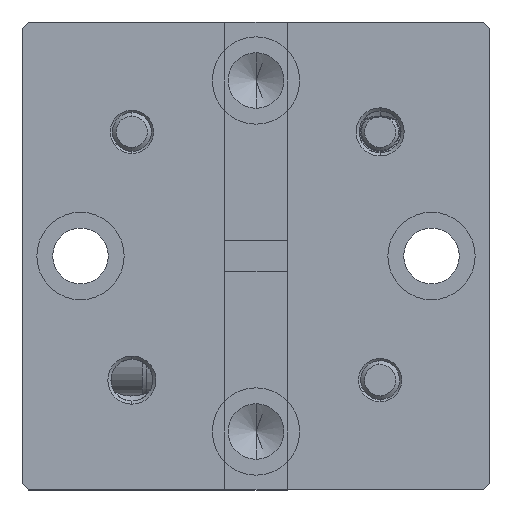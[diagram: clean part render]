
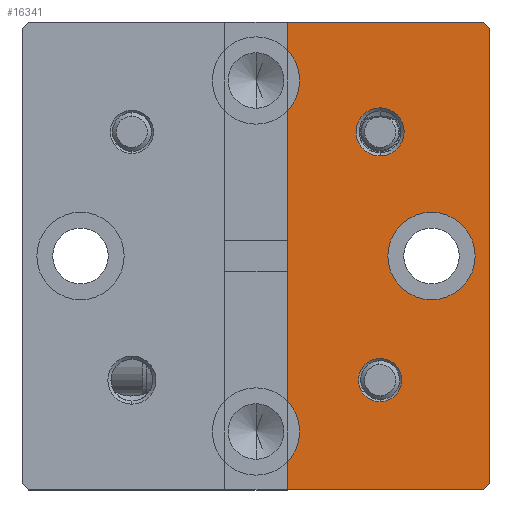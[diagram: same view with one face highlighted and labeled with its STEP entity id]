
A CAD part, left-side view. The second image highlights one B-rep face of the part: STEP entity #16341.
In plain terms, the highlighted planar face has unit normal (-1, 0, 0).
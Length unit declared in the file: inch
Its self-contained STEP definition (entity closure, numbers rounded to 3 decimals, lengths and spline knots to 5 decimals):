
#1 = EDGE_CURVE ( 'NONE', #21006, #21255, #12276, .T. ) ;
#255 = DIRECTION ( 'NONE',  ( 0., 0., 1. ) ) ;
#636 = CARTESIAN_POINT ( 'NONE',  ( -1.1, 0., 0.55 ) ) ;
#646 = DIRECTION ( 'NONE',  ( -1., 0., 0. ) ) ;
#673 = VECTOR ( 'NONE', #21992, 39.37008 ) ;
#806 = EDGE_LOOP ( 'NONE', ( #3265, #3138 ) ) ;
#893 = CARTESIAN_POINT ( 'NONE',  ( -1.1, -0.14887, 0.01088 ) ) ;
#921 = AXIS2_PLACEMENT_3D ( 'NONE', #9967, #8460, #10101 ) ;
#1081 = CARTESIAN_POINT ( 'NONE',  ( -1.1, -0.325, -0.2 ) ) ;
#1402 = LINE ( 'NONE', #9861, #21910 ) ;
#1617 = VERTEX_POINT ( 'NONE', #15769 ) ;
#1940 = CARTESIAN_POINT ( 'NONE',  ( -1.1, -0.325, -0.19 ) ) ;
#2149 = DIRECTION ( 'NONE',  ( 0., 0., 1. ) ) ;
#2220 = CARTESIAN_POINT ( 'NONE',  ( -1.1, -0.14887, 0.37387 ) ) ;
#2317 = DIRECTION ( 'NONE',  ( 0., 0.707, 0.707 ) ) ;
#2365 = FACE_BOUND ( 'NONE', #21826, .T. ) ;
#2435 = AXIS2_PLACEMENT_3D ( 'NONE', #18183, #13131, #16367 ) ;
#2515 = CARTESIAN_POINT ( 'NONE',  ( -1.1, 0., -0.2 ) ) ;
#2522 = ORIENTED_EDGE ( 'NONE', *, *, #12229, .T. ) ;
#2546 = EDGE_CURVE ( 'NONE', #20163, #17201, #12031, .T. ) ;
#2702 = DIRECTION ( 'NONE',  ( 0., 0., -1. ) ) ;
#3138 = ORIENTED_EDGE ( 'NONE', *, *, #6739, .F. ) ;
#3175 = EDGE_CURVE ( 'NONE', #18682, #19692, #10195, .T. ) ;
#3230 = CIRCLE ( 'NONE', #9962, 0.07 ) ;
#3241 = DIRECTION ( 'NONE',  ( 0., 0., -1. ) ) ;
#3265 = ORIENTED_EDGE ( 'NONE', *, *, #7977, .F. ) ;
#3359 = DIRECTION ( 'NONE',  ( 0., 0., 1. ) ) ;
#3383 = CARTESIAN_POINT ( 'NONE',  ( -1.1, 0., -0.2 ) ) ;
#3435 = CARTESIAN_POINT ( 'NONE',  ( -1.1, 0.05, 0.45625 ) ) ;
#4512 = VERTEX_POINT ( 'NONE', #11047 ) ;
#4576 = VERTEX_POINT ( 'NONE', #14942 ) ;
#5632 = CARTESIAN_POINT ( 'NONE',  ( -1.1, -0.14887, -0.05862 ) ) ;
#5791 = CARTESIAN_POINT ( 'NONE',  ( -1.1, -0.23125, 0.175 ) ) ;
#5887 = EDGE_LOOP ( 'NONE', ( #18273, #15988, #2522, #7312, #9810, #12261, #11431, #7157, #19488, #17701 ) ) ;
#6381 = VECTOR ( 'NONE', #7208, 39.37008 ) ;
#6396 = VECTOR ( 'NONE', #18938, 39.37008 ) ;
#6446 = CARTESIAN_POINT ( 'NONE',  ( -1.1, -0.23125, 0.105 ) ) ;
#6739 = EDGE_CURVE ( 'NONE', #17353, #8309, #7695, .T. ) ;
#7013 = EDGE_CURVE ( 'NONE', #11369, #4576, #11990, .T. ) ;
#7030 = DIRECTION ( 'NONE',  ( -1., 0., 0. ) ) ;
#7157 = ORIENTED_EDGE ( 'NONE', *, *, #20844, .T. ) ;
#7208 = DIRECTION ( 'NONE',  ( 0., 1., 0. ) ) ;
#7243 = VECTOR ( 'NONE', #9245, 39.37008 ) ;
#7312 = ORIENTED_EDGE ( 'NONE', *, *, #1, .F. ) ;
#7661 = CARTESIAN_POINT ( 'NONE',  ( -1.1, -0.23125, 0.175 ) ) ;
#7695 = CIRCLE ( 'NONE', #921, 0.03475 ) ;
#7977 = EDGE_CURVE ( 'NONE', #8309, #17353, #17783, .T. ) ;
#8184 = VECTOR ( 'NONE', #3241, 39.37008 ) ;
#8309 = VERTEX_POINT ( 'NONE', #893 ) ;
#8460 = DIRECTION ( 'NONE',  ( -1., 0., 0. ) ) ;
#8714 = CARTESIAN_POINT ( 'NONE',  ( -1.1, 0., -0.05726 ) ) ;
#8737 = CARTESIAN_POINT ( 'NONE',  ( -1.1, -0.325, 0.54 ) ) ;
#8853 = CARTESIAN_POINT ( 'NONE',  ( -1.1, 0., -0.2 ) ) ;
#8857 = EDGE_CURVE ( 'NONE', #18303, #1617, #12442, .T. ) ;
#8955 = DIRECTION ( 'NONE',  ( -1., 0., 0. ) ) ;
#9245 = DIRECTION ( 'NONE',  ( 0., 0., -1. ) ) ;
#9391 = CIRCLE ( 'NONE', #21149, 0.0385 ) ;
#9435 = CARTESIAN_POINT ( 'NONE',  ( -1.1, 0., -0.2 ) ) ;
#9490 = VECTOR ( 'NONE', #2317, 39.37008 ) ;
#9750 = LINE ( 'NONE', #3383, #673 ) ;
#9810 = ORIENTED_EDGE ( 'NONE', *, *, #13005, .T. ) ;
#9827 = AXIS2_PLACEMENT_3D ( 'NONE', #5791, #16082, #12625 ) ;
#9861 = CARTESIAN_POINT ( 'NONE',  ( -1.1, -0.325, 0.55 ) ) ;
#9929 = DIRECTION ( 'NONE',  ( 1., 0., 0. ) ) ;
#9935 = CARTESIAN_POINT ( 'NONE',  ( -1.1, -0.315, -0.2 ) ) ;
#9962 = AXIS2_PLACEMENT_3D ( 'NONE', #13926, #7030, #10333 ) ;
#9967 = CARTESIAN_POINT ( 'NONE',  ( -1.1, -0.14887, -0.02387 ) ) ;
#10095 = EDGE_CURVE ( 'NONE', #18303, #4512, #17457, .T. ) ;
#10101 = DIRECTION ( 'NONE',  ( 0., 0., 1. ) ) ;
#10172 = CIRCLE ( 'NONE', #9827, 0.07 ) ;
#10195 = CIRCLE ( 'NONE', #11870, 0.07 ) ;
#10333 = DIRECTION ( 'NONE',  ( 0., 0., 1. ) ) ;
#10364 = CARTESIAN_POINT ( 'NONE',  ( -1.1, -0.14887, 0.33537 ) ) ;
#10420 = AXIS2_PLACEMENT_3D ( 'NONE', #16813, #9929, #11634 ) ;
#10930 = LINE ( 'NONE', #1940, #6396 ) ;
#11047 = CARTESIAN_POINT ( 'NONE',  ( -1.1, -0.315, 0.55 ) ) ;
#11369 = VERTEX_POINT ( 'NONE', #636 ) ;
#11431 = ORIENTED_EDGE ( 'NONE', *, *, #10095, .T. ) ;
#11634 = DIRECTION ( 'NONE',  ( 0., 0., 1. ) ) ;
#11870 = AXIS2_PLACEMENT_3D ( 'NONE', #7661, #646, #15983 ) ;
#11990 = LINE ( 'NONE', #9435, #20494 ) ;
#12031 = CIRCLE ( 'NONE', #2435, 0.0385 ) ;
#12071 = EDGE_CURVE ( 'NONE', #17201, #20163, #9391, .T. ) ;
#12229 = EDGE_CURVE ( 'NONE', #17919, #21255, #19516, .T. ) ;
#12261 = ORIENTED_EDGE ( 'NONE', *, *, #8857, .F. ) ;
#12276 = LINE ( 'NONE', #13866, #6381 ) ;
#12442 = LINE ( 'NONE', #1081, #8184 ) ;
#12625 = DIRECTION ( 'NONE',  ( 0., 0., 1. ) ) ;
#13005 = EDGE_CURVE ( 'NONE', #21006, #1617, #10930, .T. ) ;
#13131 = DIRECTION ( 'NONE',  ( -1., 0., 0. ) ) ;
#13866 = CARTESIAN_POINT ( 'NONE',  ( -1.1, -0.325, -0.2 ) ) ;
#13926 = CARTESIAN_POINT ( 'NONE',  ( -1.1, 0.05, -0.10625 ) ) ;
#14148 = ORIENTED_EDGE ( 'NONE', *, *, #12071, .F. ) ;
#14942 = CARTESIAN_POINT ( 'NONE',  ( -1.1, 0., 0.50524 ) ) ;
#15031 = EDGE_CURVE ( 'NONE', #17919, #18856, #3230, .T. ) ;
#15119 = ORIENTED_EDGE ( 'NONE', *, *, #15621, .F. ) ;
#15165 = DIRECTION ( 'NONE',  ( -1., 0., 0. ) ) ;
#15621 = EDGE_CURVE ( 'NONE', #19692, #18682, #10172, .T. ) ;
#15769 = CARTESIAN_POINT ( 'NONE',  ( -1.1, -0.325, -0.19 ) ) ;
#15983 = DIRECTION ( 'NONE',  ( 0., 0., 1. ) ) ;
#15988 = ORIENTED_EDGE ( 'NONE', *, *, #15031, .F. ) ;
#16082 = DIRECTION ( 'NONE',  ( -1., 0., 0. ) ) ;
#16106 = EDGE_LOOP ( 'NONE', ( #20340, #14148 ) ) ;
#16113 = VERTEX_POINT ( 'NONE', #19158 ) ;
#16341 = ADVANCED_FACE ( 'NONE', ( #2365, #19438, #19186, #22060 ), #18264, .F. ) ;
#16367 = DIRECTION ( 'NONE',  ( 0., 0., 1. ) ) ;
#16813 = CARTESIAN_POINT ( 'NONE',  ( -1.1, -0.325, -0.2 ) ) ;
#17201 = VERTEX_POINT ( 'NONE', #10364 ) ;
#17346 = DIRECTION ( 'NONE',  ( -1., 0., 0. ) ) ;
#17353 = VERTEX_POINT ( 'NONE', #5632 ) ;
#17457 = LINE ( 'NONE', #17612, #9490 ) ;
#17612 = CARTESIAN_POINT ( 'NONE',  ( -1.1, -0.325, 0.54 ) ) ;
#17701 = ORIENTED_EDGE ( 'NONE', *, *, #19753, .F. ) ;
#17783 = CIRCLE ( 'NONE', #19375, 0.03475 ) ;
#17919 = VERTEX_POINT ( 'NONE', #18716 ) ;
#18183 = CARTESIAN_POINT ( 'NONE',  ( -1.1, -0.14887, 0.37387 ) ) ;
#18264 = PLANE ( 'NONE',  #10420 ) ;
#18273 = ORIENTED_EDGE ( 'NONE', *, *, #19126, .T. ) ;
#18303 = VERTEX_POINT ( 'NONE', #8737 ) ;
#18682 = VERTEX_POINT ( 'NONE', #21873 ) ;
#18716 = CARTESIAN_POINT ( 'NONE',  ( -1.1, 0., -0.15524 ) ) ;
#18828 = CARTESIAN_POINT ( 'NONE',  ( -1.1, -0.14887, 0.41237 ) ) ;
#18856 = VERTEX_POINT ( 'NONE', #8714 ) ;
#18865 = CARTESIAN_POINT ( 'NONE',  ( -1.1, -0.14887, -0.02387 ) ) ;
#18938 = DIRECTION ( 'NONE',  ( 0., -0.707, 0.707 ) ) ;
#19126 = EDGE_CURVE ( 'NONE', #16113, #18856, #9750, .T. ) ;
#19158 = CARTESIAN_POINT ( 'NONE',  ( -1.1, 0., 0.40726 ) ) ;
#19186 = FACE_BOUND ( 'NONE', #806, .T. ) ;
#19193 = ORIENTED_EDGE ( 'NONE', *, *, #3175, .F. ) ;
#19375 = AXIS2_PLACEMENT_3D ( 'NONE', #18865, #8955, #255 ) ;
#19438 = FACE_BOUND ( 'NONE', #16106, .T. ) ;
#19488 = ORIENTED_EDGE ( 'NONE', *, *, #7013, .T. ) ;
#19516 = LINE ( 'NONE', #2515, #7243 ) ;
#19692 = VERTEX_POINT ( 'NONE', #6446 ) ;
#19753 = EDGE_CURVE ( 'NONE', #16113, #4576, #20113, .T. ) ;
#19765 = DIRECTION ( 'NONE',  ( 0., 1., 0. ) ) ;
#20026 = AXIS2_PLACEMENT_3D ( 'NONE', #3435, #15165, #3359 ) ;
#20113 = CIRCLE ( 'NONE', #20026, 0.07 ) ;
#20163 = VERTEX_POINT ( 'NONE', #18828 ) ;
#20340 = ORIENTED_EDGE ( 'NONE', *, *, #2546, .F. ) ;
#20494 = VECTOR ( 'NONE', #2702, 39.37008 ) ;
#20844 = EDGE_CURVE ( 'NONE', #4512, #11369, #1402, .T. ) ;
#21006 = VERTEX_POINT ( 'NONE', #9935 ) ;
#21149 = AXIS2_PLACEMENT_3D ( 'NONE', #2220, #17346, #2149 ) ;
#21255 = VERTEX_POINT ( 'NONE', #8853 ) ;
#21826 = EDGE_LOOP ( 'NONE', ( #19193, #15119 ) ) ;
#21873 = CARTESIAN_POINT ( 'NONE',  ( -1.1, -0.23125, 0.245 ) ) ;
#21910 = VECTOR ( 'NONE', #19765, 39.37008 ) ;
#21992 = DIRECTION ( 'NONE',  ( 0., 0., -1. ) ) ;
#22060 = FACE_OUTER_BOUND ( 'NONE', #5887, .T. ) ;
